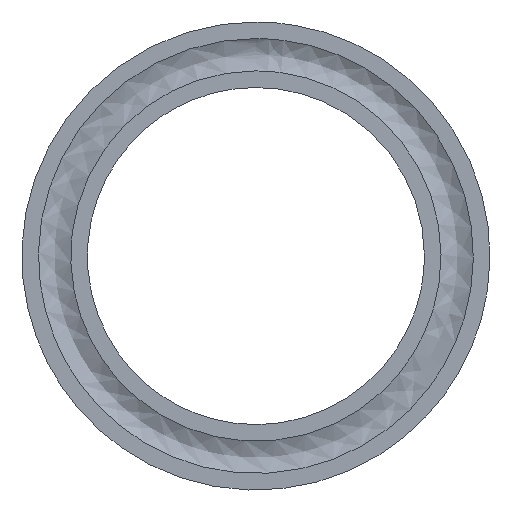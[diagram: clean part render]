
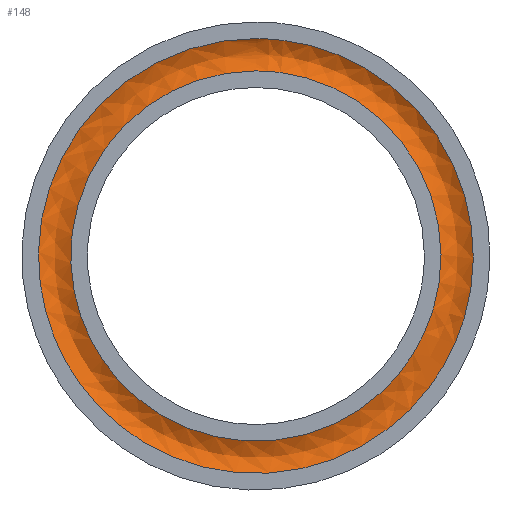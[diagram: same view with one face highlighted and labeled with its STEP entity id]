
A CAD part, left-side view. The second image highlights one B-rep face of the part: STEP entity #148.
In plain terms, the highlighted free-form (B-spline) face has degree [2, 2] with [7, 3] control points.
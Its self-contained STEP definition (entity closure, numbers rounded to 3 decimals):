
#55 = EDGE_CURVE('',#56,#56,#58,.T.);
#56 = VERTEX_POINT('',#57);
#57 = CARTESIAN_POINT('',(-17.662,0.,
    102.729));
#58 = ( BOUNDED_CURVE() B_SPLINE_CURVE(2,(#59,#60,#61,#62,#63,#64,#65),
.UNSPECIFIED.,.T.,.F.) B_SPLINE_CURVE_WITH_KNOTS((1,2,2,2,2,1),(
    -2.094,0.,2.094,4.189,6.283,
8.378),.UNSPECIFIED.) CURVE() GEOMETRIC_REPRESENTATION_ITEM() 
RATIONAL_B_SPLINE_CURVE((1.,0.5,1.,0.5,1.,0.5,1.)) REPRESENTATION_ITEM(
  '') );
#59 = CARTESIAN_POINT('',(-17.662,0.,
    102.729));
#60 = CARTESIAN_POINT('',(-17.662,177.932,
    102.729));
#61 = CARTESIAN_POINT('',(-17.662,88.966,-51.364
    ));
#62 = CARTESIAN_POINT('',(-17.662,0.,
    -205.458));
#63 = CARTESIAN_POINT('',(-17.662,-88.966,
    -51.364));
#64 = CARTESIAN_POINT('',(-17.662,-177.932,
    102.729));
#65 = CARTESIAN_POINT('',(-17.662,0.,
    102.729));
#148 = ADVANCED_FACE('',(#149),#175,.F.);
#149 = FACE_BOUND('',#150,.F.);
#150 = EDGE_LOOP('',(#151,#163,#173,#174));
#151 = ORIENTED_EDGE('',*,*,#152,.F.);
#152 = EDGE_CURVE('',#153,#153,#155,.T.);
#153 = VERTEX_POINT('',#154);
#154 = CARTESIAN_POINT('',(-17.662,0.,
    120.645));
#155 = ( BOUNDED_CURVE() B_SPLINE_CURVE(2,(#156,#157,#158,#159,#160,#161
,#162),.UNSPECIFIED.,.T.,.F.) B_SPLINE_CURVE_WITH_KNOTS((1,2,2,2,2,1),(
    -2.094,0.,2.094,4.189,6.283,
8.378),.UNSPECIFIED.) CURVE() GEOMETRIC_REPRESENTATION_ITEM() 
RATIONAL_B_SPLINE_CURVE((1.,0.5,1.,0.5,1.,0.5,1.)) REPRESENTATION_ITEM(
  '') );
#156 = CARTESIAN_POINT('',(-17.662,0.,
    120.645));
#157 = CARTESIAN_POINT('',(-17.662,208.963,
    120.645));
#158 = CARTESIAN_POINT('',(-17.662,104.481,
    -60.322));
#159 = CARTESIAN_POINT('',(-17.662,0.,
    -241.289));
#160 = CARTESIAN_POINT('',(-17.662,-104.481,
    -60.322));
#161 = CARTESIAN_POINT('',(-17.662,-208.963,
    120.645));
#162 = CARTESIAN_POINT('',(-17.662,0.,
    120.645));
#163 = ORIENTED_EDGE('',*,*,#164,.F.);
#164 = EDGE_CURVE('',#56,#153,#165,.T.);
#165 = ( BOUNDED_CURVE() B_SPLINE_CURVE(6,(#166,#167,#168,#169,#170,#171
,#172),.UNSPECIFIED.,.F.,.F.) B_SPLINE_CURVE_WITH_KNOTS((7,7),(
4.043,5.382),.PIECEWISE_BEZIER_KNOTS.) CURVE() 
GEOMETRIC_REPRESENTATION_ITEM() RATIONAL_B_SPLINE_CURVE((1.023,
    1.007,0.998,0.996,0.998,
1.007,1.023)) REPRESENTATION_ITEM('') );
#166 = CARTESIAN_POINT('',(-17.662,0.,
    102.729));
#167 = CARTESIAN_POINT('',(-15.632,0.,
    105.293));
#168 = CARTESIAN_POINT('',(-14.333,0.,
    108.358));
#169 = CARTESIAN_POINT('',(-13.885,0.,
    111.687));
#170 = CARTESIAN_POINT('',(-14.333,0.,
    115.016));
#171 = CARTESIAN_POINT('',(-15.632,0.,
    118.08));
#172 = CARTESIAN_POINT('',(-17.662,0.,
    120.645));
#173 = ORIENTED_EDGE('',*,*,#55,.T.);
#174 = ORIENTED_EDGE('',*,*,#164,.T.);
#175 = ( BOUNDED_SURFACE() B_SPLINE_SURFACE(2,2,(
    (#176,#177,#178)
    ,(#179,#180,#181)
    ,(#182,#183,#184)
    ,(#185,#186,#187)
    ,(#188,#189,#190)
    ,(#191,#192,#193)
    ,(#194,#195,#196
)),.UNSPECIFIED.,.T.,.F.,.F.) B_SPLINE_SURFACE_WITH_KNOTS((1,2,2,2,2,1),
  (3,3),(-2.094,0.,2.094,4.189,6.283,
    8.378),(4.043,5.382),.UNSPECIFIED.) 
GEOMETRIC_REPRESENTATION_ITEM() RATIONAL_B_SPLINE_SURFACE((
    (1.,0.784,1.)
    ,(0.5,0.392,0.5)
    ,(1.,0.784,1.)
    ,(0.5,0.392,0.5)
    ,(1.,0.784,1.)
    ,(0.5,0.392,0.5)
,(1.,0.784,1.))) REPRESENTATION_ITEM('') SURFACE() );
#176 = CARTESIAN_POINT('',(-17.662,0.,
    102.729));
#177 = CARTESIAN_POINT('',(-10.57,0.,
    111.687));
#178 = CARTESIAN_POINT('',(-17.662,0.,
    120.645));
#179 = CARTESIAN_POINT('',(-17.662,177.932,
    102.729));
#180 = CARTESIAN_POINT('',(-10.57,193.447,
    111.687));
#181 = CARTESIAN_POINT('',(-17.662,208.963,
    120.645));
#182 = CARTESIAN_POINT('',(-17.662,88.966,
    -51.364));
#183 = CARTESIAN_POINT('',(-10.57,96.724,
    -55.843));
#184 = CARTESIAN_POINT('',(-17.662,104.481,
    -60.322));
#185 = CARTESIAN_POINT('',(-17.662,0.,
    -205.458));
#186 = CARTESIAN_POINT('',(-10.57,0.,
    -223.374));
#187 = CARTESIAN_POINT('',(-17.662,0.,
    -241.289));
#188 = CARTESIAN_POINT('',(-17.662,-88.966,
    -51.364));
#189 = CARTESIAN_POINT('',(-10.57,-96.724,
    -55.843));
#190 = CARTESIAN_POINT('',(-17.662,-104.481,
    -60.322));
#191 = CARTESIAN_POINT('',(-17.662,-177.932,
    102.729));
#192 = CARTESIAN_POINT('',(-10.57,-193.447,
    111.687));
#193 = CARTESIAN_POINT('',(-17.662,-208.963,
    120.645));
#194 = CARTESIAN_POINT('',(-17.662,0.,
    102.729));
#195 = CARTESIAN_POINT('',(-10.57,0.,
    111.687));
#196 = CARTESIAN_POINT('',(-17.662,0.,
    120.645));
